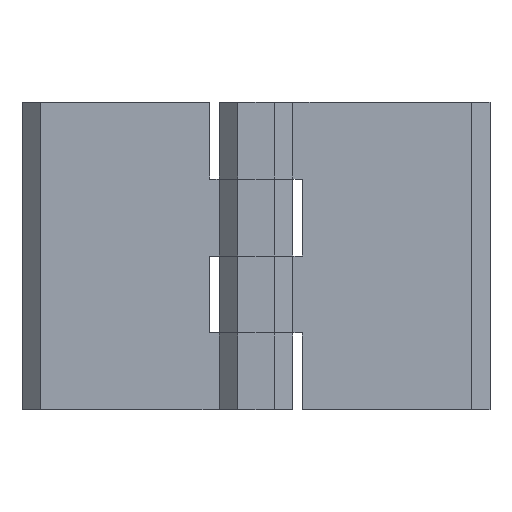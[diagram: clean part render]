
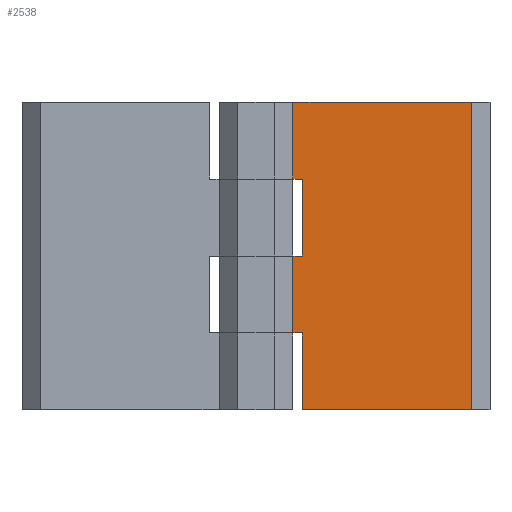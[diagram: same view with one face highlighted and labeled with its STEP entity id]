
A CAD part, front view. The second image highlights one B-rep face of the part: STEP entity #2538.
In plain terms, the highlighted free-form (B-spline) face has degree [1, 1] with [2, 2] control points.
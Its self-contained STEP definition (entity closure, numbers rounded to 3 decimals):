
#1955=CARTESIAN_POINT('',(6.,0.5,25.0));
#1956=VERTEX_POINT('',#1955);
#1957=CARTESIAN_POINT('',(7.5,0.5,25.0));
#1958=VERTEX_POINT('',#1957);
#1959=CARTESIAN_POINT('',(6.,0.5,25.0));
#1960=CARTESIAN_POINT('',(7.5,0.5,25.0));
#1961=QUASI_UNIFORM_CURVE('',1,(#1959,#1960),.UNSPECIFIED.,.F.,.U.);
#1962=EDGE_CURVE('',#1956,#1958,#1961,.T.);
#2040=CARTESIAN_POINT('',(7.5,0.5,37.5));
#2041=VERTEX_POINT('',#2040);
#2042=CARTESIAN_POINT('',(6.,0.5,37.5));
#2043=VERTEX_POINT('',#2042);
#2044=CARTESIAN_POINT('',(7.5,0.5,37.5));
#2045=CARTESIAN_POINT('',(6.,0.5,37.5));
#2046=QUASI_UNIFORM_CURVE('',1,(#2044,#2045),.UNSPECIFIED.,.F.,.U.);
#2047=EDGE_CURVE('',#2041,#2043,#2046,.T.);
#2125=CARTESIAN_POINT('',(7.5,0.5,12.5));
#2126=VERTEX_POINT('',#2125);
#2127=CARTESIAN_POINT('',(6.,0.5,12.5));
#2128=VERTEX_POINT('',#2127);
#2129=CARTESIAN_POINT('',(7.5,0.5,12.5));
#2130=CARTESIAN_POINT('',(6.,0.5,12.5));
#2131=QUASI_UNIFORM_CURVE('',1,(#2129,#2130),.UNSPECIFIED.,.F.,.U.);
#2132=EDGE_CURVE('',#2126,#2128,#2131,.T.);
#2210=CARTESIAN_POINT('',(35.,0.5,0.0));
#2211=VERTEX_POINT('',#2210);
#2212=CARTESIAN_POINT('',(7.5,0.5,0.));
#2213=VERTEX_POINT('',#2212);
#2214=CARTESIAN_POINT('',(35.,0.5,0.0));
#2215=CARTESIAN_POINT('',(7.5,0.5,0.));
#2216=QUASI_UNIFORM_CURVE('',1,(#2214,#2215),.UNSPECIFIED.,.F.,.U.);
#2217=EDGE_CURVE('',#2211,#2213,#2216,.T.);
#2319=CARTESIAN_POINT('',(6.,0.5,50.0));
#2320=VERTEX_POINT('',#2319);
#2326=CARTESIAN_POINT('',(35.,0.5,50.0));
#2327=VERTEX_POINT('',#2326);
#2328=CARTESIAN_POINT('',(35.,0.5,50.0));
#2329=CARTESIAN_POINT('',(6.,0.5,50.0));
#2330=QUASI_UNIFORM_CURVE('',1,(#2328,#2329),.UNSPECIFIED.,.F.,.U.);
#2331=EDGE_CURVE('',#2327,#2320,#2330,.T.);
#2365=CARTESIAN_POINT('',(7.5,0.5,25.0));
#2366=CARTESIAN_POINT('',(7.5,0.5,37.5));
#2367=QUASI_UNIFORM_CURVE('',1,(#2365,#2366),.UNSPECIFIED.,.F.,.U.);
#2368=EDGE_CURVE('',#1958,#2041,#2367,.T.);
#2383=CARTESIAN_POINT('',(7.5,0.5,0.));
#2384=CARTESIAN_POINT('',(7.5,0.5,12.5));
#2385=QUASI_UNIFORM_CURVE('',1,(#2383,#2384),.UNSPECIFIED.,.F.,.U.);
#2386=EDGE_CURVE('',#2213,#2126,#2385,.T.);
#2505=CARTESIAN_POINT('',(6.,0.5,25.0));
#2506=CARTESIAN_POINT('',(6.,0.5,12.5));
#2507=QUASI_UNIFORM_CURVE('',1,(#2505,#2506),.UNSPECIFIED.,.F.,.U.);
#2508=EDGE_CURVE('',#1956,#2128,#2507,.T.);
#2513=CARTESIAN_POINT('',(4.551,0.5,52.497));
#2514=CARTESIAN_POINT('',(4.551,0.5,-2.498));
#2515=CARTESIAN_POINT('',(36.449,0.5,52.497));
#2516=CARTESIAN_POINT('',(36.449,0.5,-2.498));
#2517=B_SPLINE_SURFACE_WITH_KNOTS('',1,1,((#2513,#2515),(#2514,#2516)),.UNSPECIFIED.,.F.,.F.,.U.,(2,2),(2,2),(0.0,54.995),(0.0,31.897),.UNSPECIFIED.);
#2518=ORIENTED_EDGE('',*,*,#2047,.F.);
#2519=ORIENTED_EDGE('',*,*,#2368,.F.);
#2520=ORIENTED_EDGE('',*,*,#1962,.F.);
#2521=ORIENTED_EDGE('',*,*,#2508,.T.);
#2522=ORIENTED_EDGE('',*,*,#2132,.F.);
#2523=ORIENTED_EDGE('',*,*,#2386,.F.);
#2524=ORIENTED_EDGE('',*,*,#2217,.F.);
#2525=CARTESIAN_POINT('',(35.,0.5,50.0));
#2526=CARTESIAN_POINT('',(35.,0.5,0.0));
#2527=QUASI_UNIFORM_CURVE('',1,(#2525,#2526),.UNSPECIFIED.,.F.,.U.);
#2528=EDGE_CURVE('',#2327,#2211,#2527,.T.);
#2529=ORIENTED_EDGE('',*,*,#2528,.F.);
#2530=ORIENTED_EDGE('',*,*,#2331,.T.);
#2531=CARTESIAN_POINT('',(6.,0.5,50.0));
#2532=CARTESIAN_POINT('',(6.,0.5,37.5));
#2533=QUASI_UNIFORM_CURVE('',1,(#2531,#2532),.UNSPECIFIED.,.F.,.U.);
#2534=EDGE_CURVE('',#2320,#2043,#2533,.T.);
#2535=ORIENTED_EDGE('',*,*,#2534,.T.);
#2536=EDGE_LOOP('',(#2518,#2519,#2520,#2521,#2522,#2523,#2524,#2529,#2530,#2535));
#2537=FACE_OUTER_BOUND('',#2536,.T.);
#2538=ADVANCED_FACE('',(#2537),#2517,.T.);
